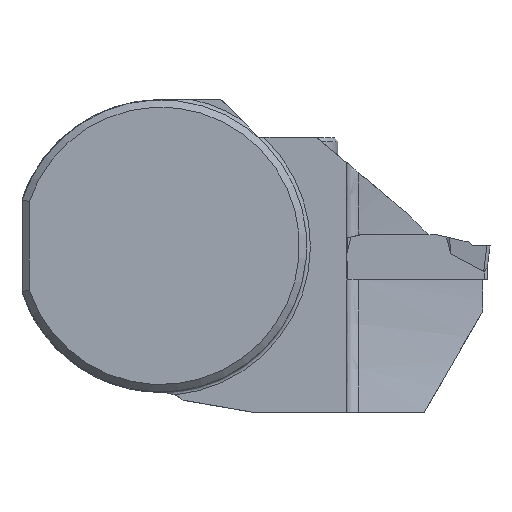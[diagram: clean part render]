
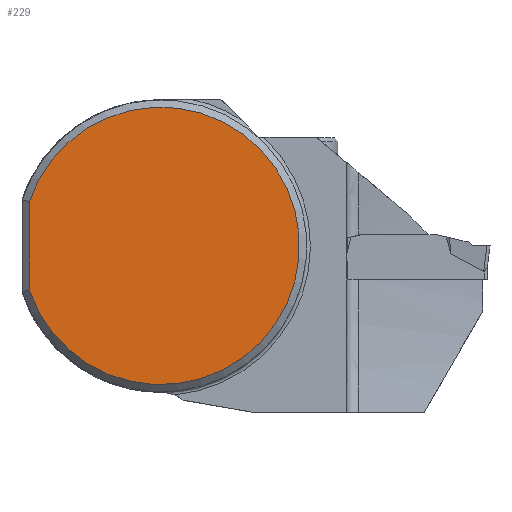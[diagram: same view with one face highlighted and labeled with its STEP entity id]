
A CAD part, top view. The second image highlights one B-rep face of the part: STEP entity #229.
In plain terms, the highlighted planar face has unit normal (0, 0, 1).
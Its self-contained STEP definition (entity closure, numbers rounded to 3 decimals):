
#128=FACE_OUTER_BOUND('',#353,.T.);
#202=CIRCLE('',#1541,19.);
#229=ADVANCED_FACE('',(#128),#300,.F.);
#300=PLANE('',#1542);
#353=EDGE_LOOP('',(#519,#520));
#519=ORIENTED_EDGE('',*,*,#1059,.F.);
#520=ORIENTED_EDGE('',*,*,#1060,.T.);
#925=VERTEX_POINT('',#2144);
#926=VERTEX_POINT('',#2145);
#1059=EDGE_CURVE('',#925,#926,#1241,.T.);
#1060=EDGE_CURVE('',#925,#926,#202,.T.);
#1241=LINE('',#2143,#1358);
#1358=VECTOR('',#1708,1.);
#1541=AXIS2_PLACEMENT_3D('',#2146,#1709,#1710);
#1542=AXIS2_PLACEMENT_3D('',#2147,#1711,#1712);
#1708=DIRECTION('',(0.,1.,0.));
#1709=DIRECTION('',(0.,0.,1.));
#1710=DIRECTION('',(1.,0.,0.));
#1711=DIRECTION('',(0.,0.,-1.));
#1712=DIRECTION('',(1.,0.,0.));
#2143=CARTESIAN_POINT('',(-18.,0.,0.325));
#2144=CARTESIAN_POINT('',(-18.,-6.083,0.325));
#2145=CARTESIAN_POINT('',(-18.,6.083,0.325));
#2146=CARTESIAN_POINT('',(0.,0.,0.325));
#2147=CARTESIAN_POINT('',(0.,0.,0.325));
